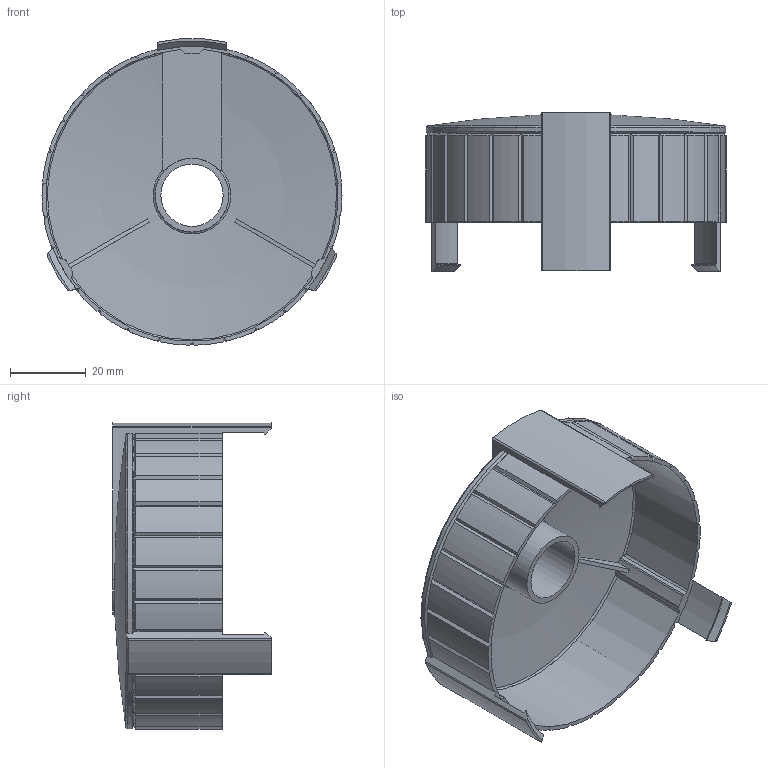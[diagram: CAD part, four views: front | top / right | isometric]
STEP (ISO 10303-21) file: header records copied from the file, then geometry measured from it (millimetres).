
FILE_DESCRIPTION(/* description */ ('STEP AP214'),/* implementation_level */ '2;1');
FILE_NAME(/* name */ '549196_AKM-25',/* time_stamp */ '2024-08-02T21:21:56+02:00',/* author */ ('License CC BY-ND 4.0'),/* organization */ ('CADENAS'),/* preprocessor_version */ 'ST-DEVELOPER v19.3',/* originating_system */ 'PARTsolutions',/* authorisation */ ' ');
FILE_SCHEMA (('AUTOMOTIVE_DESIGN {1 0 10303 214 3 1 1}'));
Length unit declared in the file: millimetre
Products named in the file (1): 549196 AKM-25
Bounding box: 79.4 x 41.9 x 81.09 mm (x, y, z)
Volume: 19536.5 mm3; surface area: 25565.2 mm2
Topology: 1 solids, 1 shells, 184 faces, 497 edges, 316 vertices
Faces by surface type: plane 73, cylinder 64, cone 33, torus 12, sphere 2
Full cylindrical faces by diameter (mm): 16.5 x1, 19.5 x1
Entity records: 5917 total; most frequent: CARTESIAN_POINT 1336, ORIENTED_EDGE 988, DIRECTION 937, EDGE_CURVE 494, AXIS2_PLACEMENT_3D 364, VERTEX_POINT 315, LINE 209, VECTOR 209
